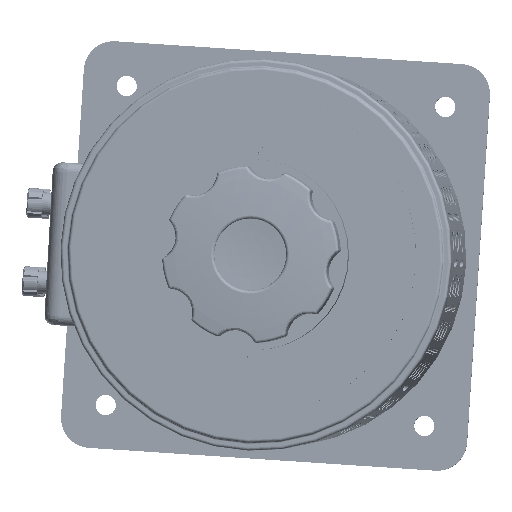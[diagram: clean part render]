
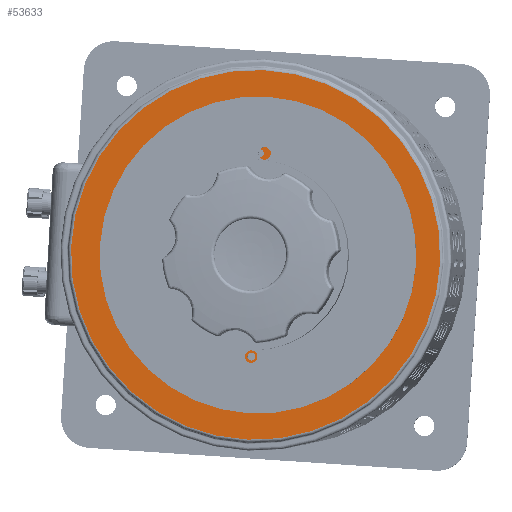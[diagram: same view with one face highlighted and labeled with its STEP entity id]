
A CAD part, top view. The second image highlights one B-rep face of the part: STEP entity #53633.
In plain terms, the highlighted face is planar.
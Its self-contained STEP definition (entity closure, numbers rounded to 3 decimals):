
#1484 = ORIENTED_EDGE ( 'NONE', *, *, #130107, .F. ) ;
#3020 = AXIS2_PLACEMENT_3D ( 'NONE', #136913, #230944, #115653 ) ;
#4417 = DIRECTION ( 'NONE',  ( 1., 0., 0. ) ) ;
#7136 = CIRCLE ( 'NONE', #3020, 18.5 ) ;
#12016 = EDGE_CURVE ( 'NONE', #99958, #37782, #29259, .T. ) ;
#17020 = VERTEX_POINT ( 'NONE', #214724 ) ;
#17671 = DIRECTION ( 'NONE',  ( 1., 0., 0. ) ) ;
#23236 = CARTESIAN_POINT ( 'NONE',  ( 0., 0., 11. ) ) ;
#29259 = CIRCLE ( 'NONE', #237413, 1.25 ) ;
#31097 = DIRECTION ( 'NONE',  ( 1., 0., 0. ) ) ;
#32026 = ORIENTED_EDGE ( 'NONE', *, *, #221077, .F. ) ;
#36814 = DIRECTION ( 'NONE',  ( 1., 0., 0. ) ) ;
#37782 = VERTEX_POINT ( 'NONE', #219811 ) ;
#38216 = DIRECTION ( 'NONE',  ( 0., 0., 1. ) ) ;
#38922 = CARTESIAN_POINT ( 'NONE',  ( 0., 0., 11. ) ) ;
#41771 = DIRECTION ( 'NONE',  ( 0., 0., 1. ) ) ;
#44372 = CARTESIAN_POINT ( 'NONE',  ( -1.25, -32.5, 11. ) ) ;
#45203 = CARTESIAN_POINT ( 'NONE',  ( -1.25, 32.5, 11. ) ) ;
#46003 = ORIENTED_EDGE ( 'NONE', *, *, #118489, .F. ) ;
#49226 = CIRCLE ( 'NONE', #145340, 1.25 ) ;
#52588 = DIRECTION ( 'NONE',  ( 0., 0., 1. ) ) ;
#53633 = ADVANCED_FACE ( 'NONE', ( #181966, #245913, #133045, #189390 ), #247141, .T. ) ;
#55768 = CIRCLE ( 'NONE', #67956, 1.25 ) ;
#56198 = DIRECTION ( 'NONE',  ( 1., 0., 0. ) ) ;
#66854 = EDGE_CURVE ( 'NONE', #228434, #214745, #55768, .T. ) ;
#67956 = AXIS2_PLACEMENT_3D ( 'NONE', #139610, #41771, #233620 ) ;
#74236 = ORIENTED_EDGE ( 'NONE', *, *, #12016, .F. ) ;
#78628 = AXIS2_PLACEMENT_3D ( 'NONE', #127722, #181455, #31097 ) ;
#90754 = CIRCLE ( 'NONE', #78628, 59. ) ;
#91555 = ORIENTED_EDGE ( 'NONE', *, *, #205623, .F. ) ;
#91851 = DIRECTION ( 'NONE',  ( 0., 0., 1. ) ) ;
#92337 = CIRCLE ( 'NONE', #120328, 59. ) ;
#93122 = EDGE_LOOP ( 'NONE', ( #1484, #74236 ) ) ;
#99809 = DIRECTION ( 'NONE',  ( 0., 0., 1. ) ) ;
#99907 = CARTESIAN_POINT ( 'NONE',  ( -18.5, 0., 11. ) ) ;
#99958 = VERTEX_POINT ( 'NONE', #45203 ) ;
#115080 = CIRCLE ( 'NONE', #235139, 1.25 ) ;
#115653 = DIRECTION ( 'NONE',  ( 1., 0., 0. ) ) ;
#116121 = VERTEX_POINT ( 'NONE', #148067 ) ;
#118489 = EDGE_CURVE ( 'NONE', #17020, #187607, #7136, .T. ) ;
#120328 = AXIS2_PLACEMENT_3D ( 'NONE', #23236, #99809, #4417 ) ;
#123660 = EDGE_LOOP ( 'NONE', ( #91555, #214890 ) ) ;
#127722 = CARTESIAN_POINT ( 'NONE',  ( 0., 0., 11. ) ) ;
#130107 = EDGE_CURVE ( 'NONE', #37782, #99958, #115080, .T. ) ;
#131803 = EDGE_CURVE ( 'NONE', #218980, #116121, #92337, .T. ) ;
#133045 = FACE_BOUND ( 'NONE', #93122, .T. ) ;
#134208 = AXIS2_PLACEMENT_3D ( 'NONE', #38922, #91851, #17671 ) ;
#134852 = ORIENTED_EDGE ( 'NONE', *, *, #131803, .T. ) ;
#136913 = CARTESIAN_POINT ( 'NONE',  ( 0., 0., 11. ) ) ;
#139610 = CARTESIAN_POINT ( 'NONE',  ( 0., -32.5, 11. ) ) ;
#143600 = CARTESIAN_POINT ( 'NONE',  ( 1.25, -32.5, 11. ) ) ;
#145340 = AXIS2_PLACEMENT_3D ( 'NONE', #187310, #245035, #36814 ) ;
#148067 = CARTESIAN_POINT ( 'NONE',  ( -59., 0., 11. ) ) ;
#152345 = CARTESIAN_POINT ( 'NONE',  ( 0., 0., 11. ) ) ;
#154840 = DIRECTION ( 'NONE',  ( 1., 0., 0. ) ) ;
#154943 = CARTESIAN_POINT ( 'NONE',  ( 0., 32.5, 11. ) ) ;
#156163 = DIRECTION ( 'NONE',  ( 0., 0., 1. ) ) ;
#163998 = AXIS2_PLACEMENT_3D ( 'NONE', #152345, #38216, #154840 ) ;
#181455 = DIRECTION ( 'NONE',  ( 0., 0., 1. ) ) ;
#181966 = FACE_BOUND ( 'NONE', #123660, .T. ) ;
#184420 = ORIENTED_EDGE ( 'NONE', *, *, #196297, .T. ) ;
#187310 = CARTESIAN_POINT ( 'NONE',  ( 0., -32.5, 11. ) ) ;
#187607 = VERTEX_POINT ( 'NONE', #99907 ) ;
#189035 = CARTESIAN_POINT ( 'NONE',  ( 0., 32.5, 11. ) ) ;
#189390 = FACE_OUTER_BOUND ( 'NONE', #238993, .T. ) ;
#196297 = EDGE_CURVE ( 'NONE', #116121, #218980, #90754, .T. ) ;
#205623 = EDGE_CURVE ( 'NONE', #214745, #228434, #49226, .T. ) ;
#214724 = CARTESIAN_POINT ( 'NONE',  ( 18.5, 0., 11. ) ) ;
#214745 = VERTEX_POINT ( 'NONE', #143600 ) ;
#214890 = ORIENTED_EDGE ( 'NONE', *, *, #66854, .F. ) ;
#218980 = VERTEX_POINT ( 'NONE', #221848 ) ;
#219430 = EDGE_LOOP ( 'NONE', ( #46003, #32026 ) ) ;
#219811 = CARTESIAN_POINT ( 'NONE',  ( 1.25, 32.5, 11. ) ) ;
#221077 = EDGE_CURVE ( 'NONE', #187607, #17020, #244035, .T. ) ;
#221848 = CARTESIAN_POINT ( 'NONE',  ( 59., 0., 11. ) ) ;
#228434 = VERTEX_POINT ( 'NONE', #44372 ) ;
#230944 = DIRECTION ( 'NONE',  ( 0., 0., 1. ) ) ;
#231404 = DIRECTION ( 'NONE',  ( 1., 0., 0. ) ) ;
#233620 = DIRECTION ( 'NONE',  ( 1., 0., 0. ) ) ;
#235139 = AXIS2_PLACEMENT_3D ( 'NONE', #154943, #156163, #231404 ) ;
#237413 = AXIS2_PLACEMENT_3D ( 'NONE', #189035, #52588, #56198 ) ;
#238993 = EDGE_LOOP ( 'NONE', ( #134852, #184420 ) ) ;
#244035 = CIRCLE ( 'NONE', #163998, 18.5 ) ;
#245035 = DIRECTION ( 'NONE',  ( 0., 0., 1. ) ) ;
#245913 = FACE_BOUND ( 'NONE', #219430, .T. ) ;
#247141 = PLANE ( 'NONE',  #134208 ) ;
